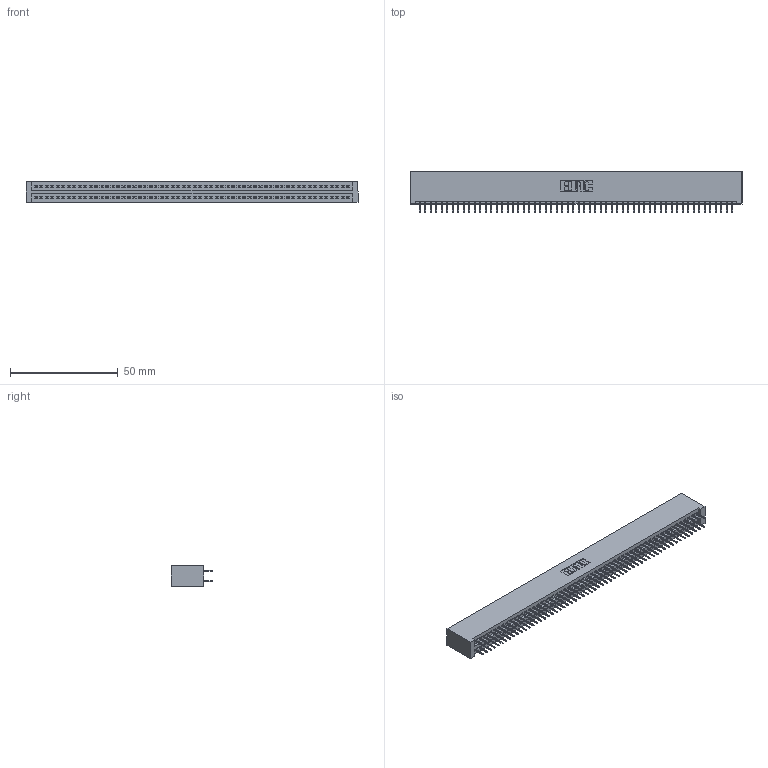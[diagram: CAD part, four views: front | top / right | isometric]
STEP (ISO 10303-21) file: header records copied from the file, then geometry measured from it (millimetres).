
FILE_DESCRIPTION (( 'STEP AP203' ), '1' );
FILE_NAME ('395-116-524-201.STEP', '2018-12-01T22:29:41', ( '' ), ( '' ), 'SwSTEP 2.0', 'SolidWorks 2016', '' );
FILE_SCHEMA (( 'CONFIG_CONTROL_DESIGN' ));
Length unit declared in the file: inch
Products named in the file (3): 395-116-524-201; 345 Part_No Mounting Lugs; 345-292-001_345-293-124
Assembly tree (117 placements, depth 2):
  395-116-524-201
    345 Part_No Mounting Lugs
    345-292-001_345-293-124  x116
Bounding box: 153.92 x 19.35 x 9.4 mm (x, y, z)
Volume: 15541.2 mm3; surface area: 23122.3 mm2
Topology: 117 solids, 117 shells, 6382 faces, 18065 edges, 11578 vertices
Faces by surface type: plane 4600, cylinder 1782
Entity records: 43151 total; most frequent: CARTESIAN_POINT 7216, ORIENTED_EDGE 7150, DIRECTION 6339, EDGE_CURVE 3575, VECTOR 3223, LINE 3223, VERTEX_POINT 2378, AXIS2_PLACEMENT_3D 1558
